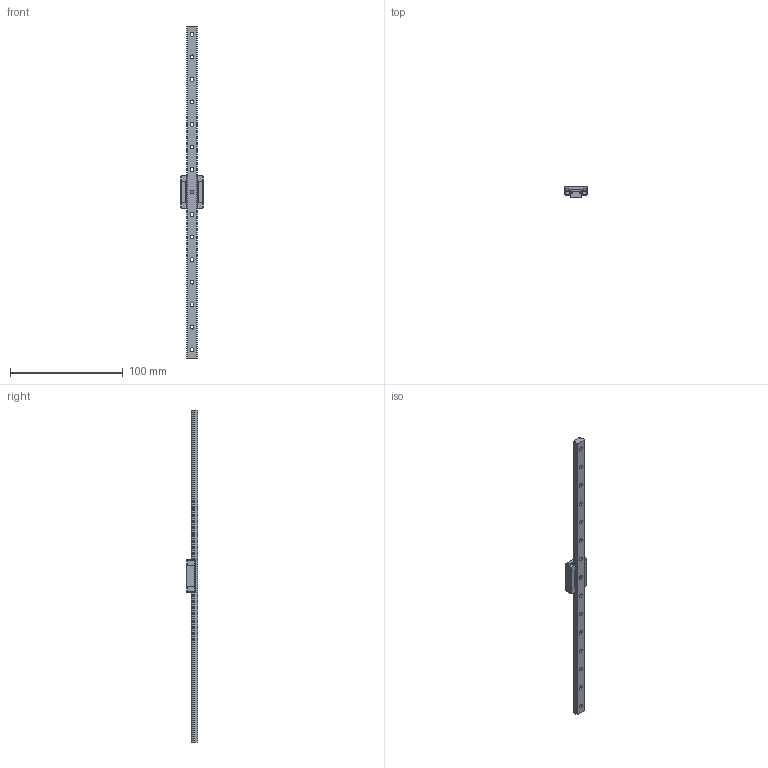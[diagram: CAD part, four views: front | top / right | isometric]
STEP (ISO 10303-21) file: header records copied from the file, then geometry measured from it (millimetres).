
FILE_DESCRIPTION( ( 'STEP AP203' ), ' ' );
FILE_NAME( 'SSEB10-295.stp', '2017-04-25T23:38:18', ( '' ), ( '' ), ' ', 'PARTsolutions', ' ' );
FILE_SCHEMA( ( 'CONFIG_CONTROL_DESIGN' ) );
Length unit declared in the file: millimetre
Products named in the file (3): SSEB10-295; _SSEB10-295_r; _SSEB10_b
Assembly tree (2 placements, depth 2):
  SSEB10-295
    _SSEB10-295_r
    _SSEB10_b
Bounding box: 20 x 10 x 295 mm (x, y, z)
Volume: 15341.4 mm3; surface area: 13077.9 mm2
Topology: 2 solids, 2 shells, 313 faces, 862 edges, 574 vertices
Faces by surface type: plane 223, cylinder 82, cone 8
Full cylindrical faces by diameter (mm): 2.459 x4, 2.5 x4, 3.5 x15, 6 x15
Entity records: 9772 total; most frequent: CARTESIAN_POINT 1690, ORIENTED_EDGE 1612, DIRECTION 1606, EDGE_CURVE 806, LINE 638, VECTOR 638, VERTEX_POINT 568, AXIS2_PLACEMENT_3D 484
